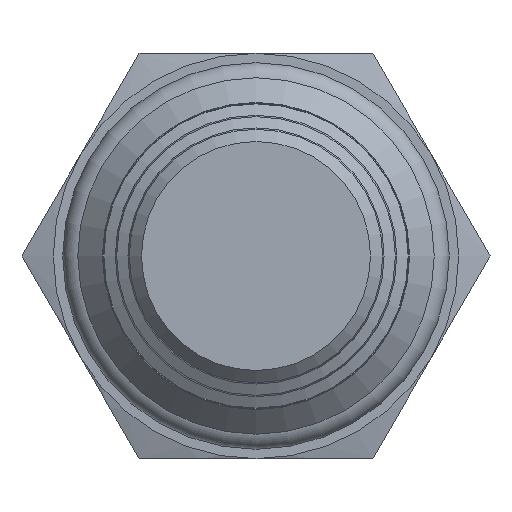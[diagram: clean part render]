
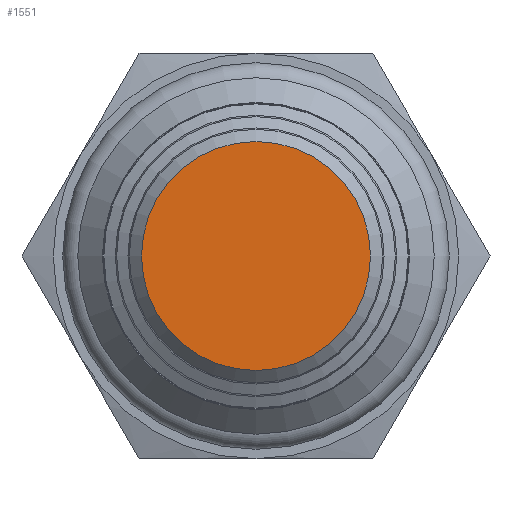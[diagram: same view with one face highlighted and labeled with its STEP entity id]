
A CAD part, front view. The second image highlights one B-rep face of the part: STEP entity #1551.
In plain terms, the highlighted planar face has unit normal (0, -1, 0).
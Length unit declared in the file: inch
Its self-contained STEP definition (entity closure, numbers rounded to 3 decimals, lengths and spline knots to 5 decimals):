
#1531=CARTESIAN_POINT('',(0.281,-3.084,0.));
#1532=VERTEX_POINT('',#1531);
#1533=CARTESIAN_POINT('',(0.0,-3.084,0.0));
#1534=DIRECTION('',(0.0,1.0,0.0));
#1535=DIRECTION('',(-1.0,0.0,0.0));
#1536=AXIS2_PLACEMENT_3D('',#1533,#1534,#1535);
#1537=CIRCLE('',#1536,0.281);
#1538=EDGE_CURVE('',#1532,#1532,#1537,.T.);
#1543=CARTESIAN_POINT('',(0.0,-3.084,0.0));
#1544=DIRECTION('',(0.0,-1.0,0.0));
#1545=DIRECTION('',(0.0,0.0,-1.0));
#1546=AXIS2_PLACEMENT_3D('',#1543,#1544,#1545);
#1547=PLANE('',#1546);
#1548=ORIENTED_EDGE('',*,*,#1538,.F.);
#1549=EDGE_LOOP('',(#1548));
#1550=FACE_OUTER_BOUND('',#1549,.T.);
#1551=ADVANCED_FACE('',(#1550),#1547,.T.);
